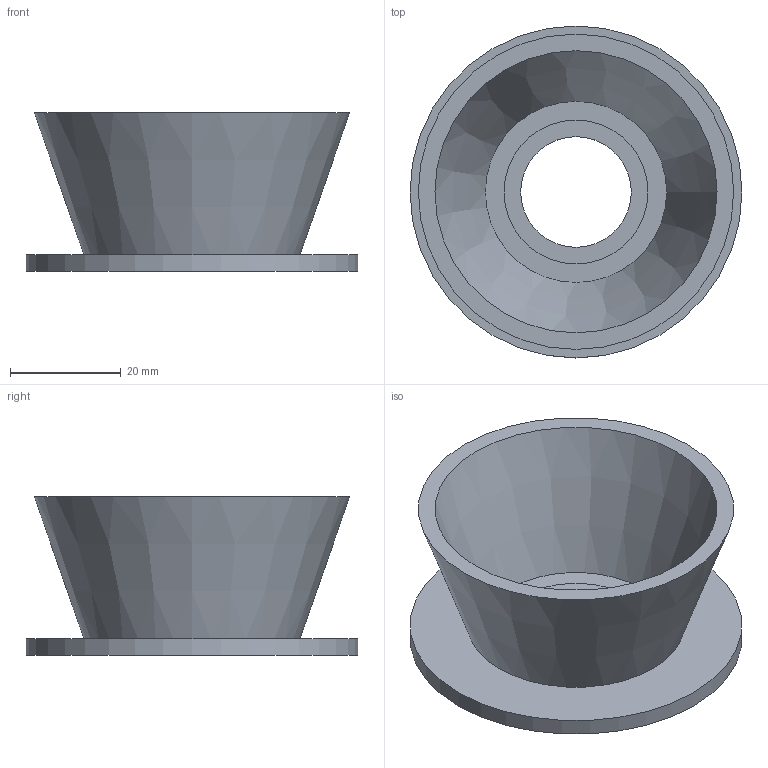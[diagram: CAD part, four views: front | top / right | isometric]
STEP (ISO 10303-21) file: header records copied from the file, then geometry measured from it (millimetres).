
FILE_DESCRIPTION(('FreeCAD Model'),'2;1');
FILE_NAME('Open CASCADE Shape Model','2023-01-02T18:10:11',(''),(''), 'Open CASCADE STEP processor 7.6','FreeCAD','Unknown');
FILE_SCHEMA(('AUTOMOTIVE_DESIGN { 1 0 10303 214 1 1 1 1 }'));
Length unit declared in the file: millimetre
Products named in the file (1): Revolve
Bounding box: 60 x 60 x 28.69 mm (x, y, z)
Surface area: 13843.1 mm2 (no closed solid volume)
Topology: 0 solids, 2 shells, 9 faces, 13 edges, 9 vertices
Faces by surface type: plane 5, cylinder 2, cone 2
Full cylindrical faces by diameter (mm): 20 x1, 60 x1
Entity records: 393 total; most frequent: DIRECTION 67, CARTESIAN_POINT 57, ORIENTED_EDGE 26, PCURVE 25, DEFINITIONAL_REPRESENTATION 25, LINE 20, VECTOR 20, AXIS2_PLACEMENT_3D 19
